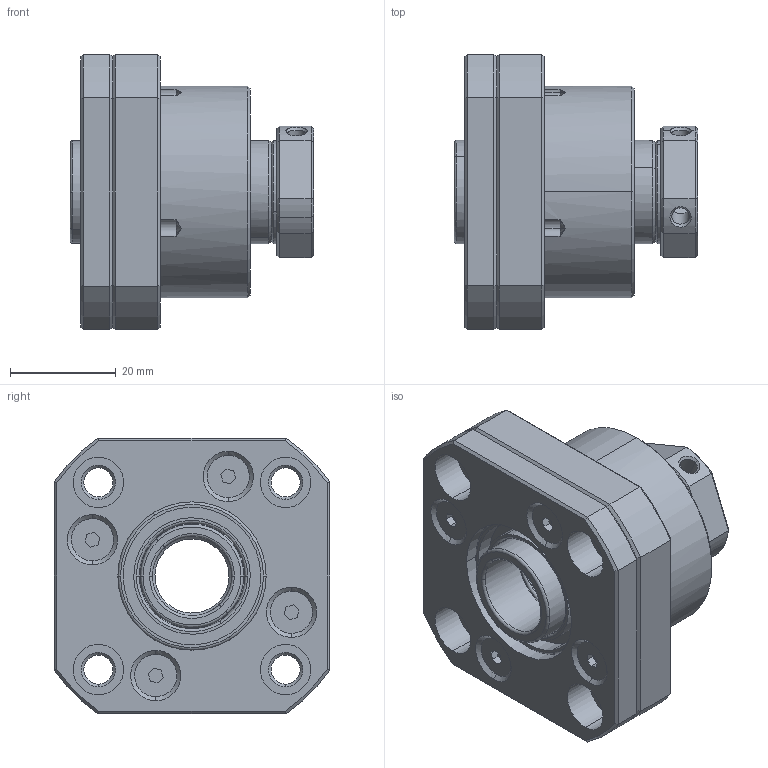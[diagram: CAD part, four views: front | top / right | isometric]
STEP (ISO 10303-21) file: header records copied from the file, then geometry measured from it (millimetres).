
FILE_DESCRIPTION(('HOOPS Exchange Step'),'2;1');
FILE_NAME('export-DD2E6D06-13B9-425E-A66A-73950B1F0C9F.stp','2025-04-17T11:49:37+02:00',('Engineering'),('Alibre'),'HOOPS Exchange 2024.5','Alibre','Unknown authorisation');
FILE_SCHEMA( ('AP242_MANAGED_MODEL_BASED_3D_ENGINEERING_MIM_LF {1 0 10303 442 1 1 4 }') );
Length unit declared in the file: millimetre
Products named in the file (42): 3907-2 FK15 Fixed Ballscrew Support Units (C3 quality) Method B; 3907-42 FK15 Fixed Ballscrew Support Units (C3 quality) Method B; 3907-3 FK15 Fixed Ballscrew Support Units (C3 quality) Method B; 3907-4 FK15 Fixed Ballscrew Support Units (C3 quality) Method B; 3907-5 FK15 Fixed Ballscrew Support Units (C3 quality) Method B; 3907-6 FK15 Fixed Ballscrew Support Units (C3 quality) Method B; 3907-7 FK15 Fixed Ballscrew Support Units (C3 quality) Method B; 3907-8 FK15 Fixed Ballscrew Support Units (C3 quality) Method B; 3907-9 FK15 Fixed Ballscrew Support Units (C3 quality) Method B; 3907-10 FK15 Fixed Ballscrew Support Units (C3 quality) Method B; 3907-11 FK15 Fixed Ballscrew Support Units (C3 quality) Method B; 3907-12 FK15 Fixed Ballscrew Support Units (C3 quality) Method B; 3907-13 FK15 Fixed Ballscrew Support Units (C3 quality) Method B; 3907-14 FK15 Fixed Ballscrew Support Units (C3 quality) Method B; 3907-15 FK15 Fixed Ballscrew Support Units (C3 quality) Method B; 3907-16 FK15 Fixed Ballscrew Support Units (C3 quality) Method B; 3907-17 FK15 Fixed Ballscrew Support Units (C3 quality) Method B; 3907-18 FK15 Fixed Ballscrew Support Units (C3 quality) Method B; 3907-19 FK15 Fixed Ballscrew Support Units (C3 quality) Method B; 3907-20 FK15 Fixed Ballscrew Support Units (C3 quality) Method B; 3907-21 FK15 Fixed Ballscrew Support Units (C3 quality) Method B; 3907-22 FK15 Fixed Ballscrew Support Units (C3 quality) Method B; 3907-23 FK15 Fixed Ballscrew Support Units (C3 quality) Method B; 3907-24 FK15 Fixed Ballscrew Support Units (C3 quality) Method B; 3907-25 FK15 Fixed Ballscrew Support Units (C3 quality) Method B; 3907-26 FK15 Fixed Ballscrew Support Units (C3 quality) Method B; 3907-27 FK15 Fixed Ballscrew Support Units (C3 quality) Method B; 3907-28 FK15 Fixed Ballscrew Support Units (C3 quality) Method B; 3907-29 FK15 Fixed Ballscrew Support Units (C3 quality) Method B; 3907-30 FK15 Fixed Ballscrew Support Units (C3 quality) Method B; 3907-31 FK15 Fixed Ballscrew Support Units (C3 quality) Method B; 3907-32 FK15 Fixed Ballscrew Support Units (C3 quality) Method B; 3907-33 FK15 Fixed Ballscrew Support Units (C3 quality) Method B; 3907-34 FK15 Fixed Ballscrew Support Units (C3 quality) Method B; 3907-35 FK15 Fixed Ballscrew Support Units (C3 quality) Method B; 3907-36 FK15 Fixed Ballscrew Support Units (C3 quality) Method B; 3907-37 FK15 Fixed Ballscrew Support Units (C3 quality) Method B; 3907-38 FK15 Fixed Ballscrew Support Units (C3 quality) Method B; 3907-39 FK15 Fixed Ballscrew Support Units (C3 quality) Method B; 3907-40 FK15 Fixed Ballscrew Support Units (C3 quality) Method B ...
Assembly tree (41 placements, depth 2):
  3907 FK15 Fixed Ballscrew Support Units (C3 quality) Method B
    3907-2 FK15 Fixed Ballscrew Support Units (C3 quality) Method B
    3907-42 FK15 Fixed Ballscrew Support Units (C3 quality) Method B
    3907-3 FK15 Fixed Ballscrew Support Units (C3 quality) Method B
    3907-4 FK15 Fixed Ballscrew Support Units (C3 quality) Method B
    3907-5 FK15 Fixed Ballscrew Support Units (C3 quality) Method B
    3907-6 FK15 Fixed Ballscrew Support Units (C3 quality) Method B
    3907-7 FK15 Fixed Ballscrew Support Units (C3 quality) Method B
    3907-8 FK15 Fixed Ballscrew Support Units (C3 quality) Method B
    3907-9 FK15 Fixed Ballscrew Support Units (C3 quality) Method B
    3907-10 FK15 Fixed Ballscrew Support Units (C3 quality) Method B
    3907-11 FK15 Fixed Ballscrew Support Units (C3 quality) Method B
    3907-12 FK15 Fixed Ballscrew Support Units (C3 quality) Method B
    3907-13 FK15 Fixed Ballscrew Support Units (C3 quality) Method B
    3907-14 FK15 Fixed Ballscrew Support Units (C3 quality) Method B
    3907-15 FK15 Fixed Ballscrew Support Units (C3 quality) Method B
    3907-16 FK15 Fixed Ballscrew Support Units (C3 quality) Method B
    3907-17 FK15 Fixed Ballscrew Support Units (C3 quality) Method B
    3907-18 FK15 Fixed Ballscrew Support Units (C3 quality) Method B
    3907-19 FK15 Fixed Ballscrew Support Units (C3 quality) Method B
    3907-20 FK15 Fixed Ballscrew Support Units (C3 quality) Method B
    3907-21 FK15 Fixed Ballscrew Support Units (C3 quality) Method B
    3907-22 FK15 Fixed Ballscrew Support Units (C3 quality) Method B
    3907-23 FK15 Fixed Ballscrew Support Units (C3 quality) Method B
    3907-24 FK15 Fixed Ballscrew Support Units (C3 quality) Method B
    3907-25 FK15 Fixed Ballscrew Support Units (C3 quality) Method B
    3907-26 FK15 Fixed Ballscrew Support Units (C3 quality) Method B
    3907-27 FK15 Fixed Ballscrew Support Units (C3 quality) Method B
    3907-28 FK15 Fixed Ballscrew Support Units (C3 quality) Method B
    3907-29 FK15 Fixed Ballscrew Support Units (C3 quality) Method B
    3907-30 FK15 Fixed Ballscrew Support Units (C3 quality) Method B
    3907-31 FK15 Fixed Ballscrew Support Units (C3 quality) Method B
    3907-32 FK15 Fixed Ballscrew Support Units (C3 quality) Method B
    3907-33 FK15 Fixed Ballscrew Support Units (C3 quality) Method B
    3907-34 FK15 Fixed Ballscrew Support Units (C3 quality) Method B
    3907-35 FK15 Fixed Ballscrew Support Units (C3 quality) Method B
    3907-36 FK15 Fixed Ballscrew Support Units (C3 quality) Method B
    3907-37 FK15 Fixed Ballscrew Support Units (C3 quality) Method B
    3907-38 FK15 Fixed Ballscrew Support Units (C3 quality) Method B
    3907-39 FK15 Fixed Ballscrew Support Units (C3 quality) Method B
    3907-40 FK15 Fixed Ballscrew Support Units (C3 quality) Method B
    3907-41 FK15 Fixed Ballscrew Support Units (C3 quality) Method B
Bounding box: 46 x 52 x 52 mm (x, y, z)
Volume: 47697.1 mm3; surface area: 35942.2 mm2
Topology: 41 solids, 41 shells, 706 faces, 1750 edges, 1008 vertices
Faces by surface type: torus 208, cylinder 184, plane 110, cone 104, sphere 96, bspline 4
Entity records: 25201 total; most frequent: CARTESIAN_POINT 6938, DIRECTION 4086, ORIENTED_EDGE 3276, AXIS2_PLACEMENT_3D 1838, EDGE_CURVE 1638, CIRCLE 1052, VERTEX_POINT 1008, EDGE_LOOP 810
